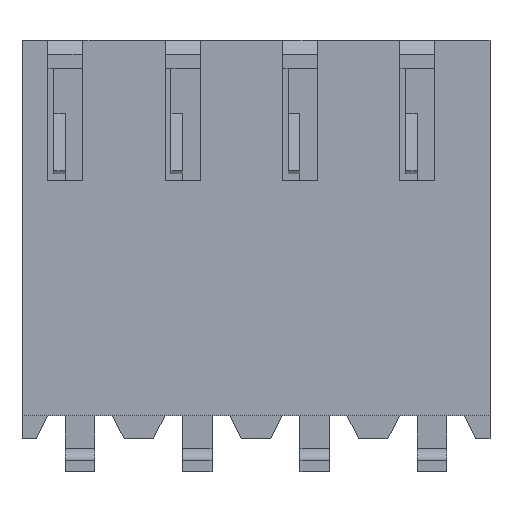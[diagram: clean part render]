
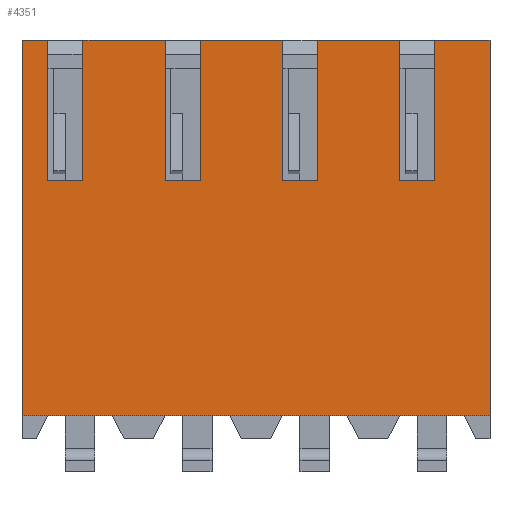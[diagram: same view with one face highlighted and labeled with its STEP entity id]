
A CAD part, front view. The second image highlights one B-rep face of the part: STEP entity #4351.
In plain terms, the highlighted planar face has unit normal (0, -1, 0).
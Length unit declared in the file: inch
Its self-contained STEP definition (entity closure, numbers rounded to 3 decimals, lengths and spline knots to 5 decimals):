
#137=DIRECTION('',(1.,0.,0.));
#138=VECTOR('',#137,0.399);
#139=CARTESIAN_POINT('',(-0.1995,-0.0995,0.02));
#140=LINE('',#139,#138);
#321=DIRECTION('',(1.,0.,0.));
#322=VECTOR('',#321,0.03);
#323=CARTESIAN_POINT('',(0.1225,-0.0995,0.22));
#324=LINE('',#323,#322);
#325=DIRECTION('',(0.,0.,-1.));
#326=VECTOR('',#325,0.12);
#327=CARTESIAN_POINT('',(0.1525,-0.0995,0.34));
#328=LINE('',#327,#326);
#329=DIRECTION('',(0.,0.,1.));
#330=VECTOR('',#329,0.32);
#331=CARTESIAN_POINT('',(-0.1995,-0.0995,0.02));
#332=LINE('',#331,#330);
#333=DIRECTION('',(0.,0.,-1.));
#334=VECTOR('',#333,0.12);
#335=CARTESIAN_POINT('',(-0.1775,-0.0995,0.34));
#336=LINE('',#335,#334);
#337=DIRECTION('',(1.,0.,0.));
#338=VECTOR('',#337,0.03);
#339=CARTESIAN_POINT('',(-0.1775,-0.0995,0.22));
#340=LINE('',#339,#338);
#341=DIRECTION('',(0.,0.,-1.));
#342=VECTOR('',#341,0.12);
#343=CARTESIAN_POINT('',(-0.1475,-0.0995,0.34));
#344=LINE('',#343,#342);
#345=DIRECTION('',(0.,0.,-1.));
#346=VECTOR('',#345,0.12);
#347=CARTESIAN_POINT('',(-0.0775,-0.0995,0.34));
#348=LINE('',#347,#346);
#349=DIRECTION('',(1.,0.,0.));
#350=VECTOR('',#349,0.03);
#351=CARTESIAN_POINT('',(-0.0775,-0.0995,0.22));
#352=LINE('',#351,#350);
#353=DIRECTION('',(0.,0.,-1.));
#354=VECTOR('',#353,0.12);
#355=CARTESIAN_POINT('',(-0.0475,-0.0995,0.34));
#356=LINE('',#355,#354);
#357=DIRECTION('',(0.,0.,-1.));
#358=VECTOR('',#357,0.12);
#359=CARTESIAN_POINT('',(0.0225,-0.0995,0.34));
#360=LINE('',#359,#358);
#361=DIRECTION('',(1.,0.,0.));
#362=VECTOR('',#361,0.03);
#363=CARTESIAN_POINT('',(0.0225,-0.0995,0.22));
#364=LINE('',#363,#362);
#365=DIRECTION('',(0.,0.,-1.));
#366=VECTOR('',#365,0.12);
#367=CARTESIAN_POINT('',(0.0525,-0.0995,0.34));
#368=LINE('',#367,#366);
#369=DIRECTION('',(0.,0.,-1.));
#370=VECTOR('',#369,0.12);
#371=CARTESIAN_POINT('',(0.1225,-0.0995,0.34));
#372=LINE('',#371,#370);
#581=DIRECTION('',(1.,0.,0.));
#582=VECTOR('',#581,0.047);
#583=CARTESIAN_POINT('',(0.1525,-0.0995,0.34));
#584=LINE('',#583,#582);
#613=DIRECTION('',(1.,0.,0.));
#614=VECTOR('',#613,0.07);
#615=CARTESIAN_POINT('',(0.0525,-0.0995,0.34));
#616=LINE('',#615,#614);
#645=DIRECTION('',(1.,0.,0.));
#646=VECTOR('',#645,0.07);
#647=CARTESIAN_POINT('',(-0.0475,-0.0995,0.34));
#648=LINE('',#647,#646);
#677=DIRECTION('',(1.,0.,0.));
#678=VECTOR('',#677,0.07);
#679=CARTESIAN_POINT('',(-0.1475,-0.0995,0.34));
#680=LINE('',#679,#678);
#709=DIRECTION('',(1.,0.,0.));
#710=VECTOR('',#709,0.022);
#711=CARTESIAN_POINT('',(-0.1995,-0.0995,0.34));
#712=LINE('',#711,#710);
#2025=DIRECTION('',(0.,0.,1.));
#2026=VECTOR('',#2025,0.32);
#2027=CARTESIAN_POINT('',(0.1995,-0.0995,0.02));
#2028=LINE('',#2027,#2026);
#2946=CARTESIAN_POINT('',(-0.1995,-0.0995,0.34));
#2948=VERTEX_POINT('',#2946);
#2949=CARTESIAN_POINT('',(0.1995,-0.0995,0.34));
#2951=VERTEX_POINT('',#2949);
#3077=CARTESIAN_POINT('',(-0.1995,-0.0995,0.02));
#3079=VERTEX_POINT('',#3077);
#3085=CARTESIAN_POINT('',(0.1995,-0.0995,0.02));
#3087=VERTEX_POINT('',#3085);
#3121=CARTESIAN_POINT('',(-0.1775,-0.0995,0.34));
#3123=VERTEX_POINT('',#3121);
#3125=CARTESIAN_POINT('',(-0.1475,-0.0995,0.34));
#3127=VERTEX_POINT('',#3125);
#3129=CARTESIAN_POINT('',(-0.1775,-0.0995,0.22));
#3130=CARTESIAN_POINT('',(-0.1475,-0.0995,0.22));
#3131=VERTEX_POINT('',#3129);
#3132=VERTEX_POINT('',#3130);
#3139=CARTESIAN_POINT('',(-0.0775,-0.0995,0.34));
#3141=VERTEX_POINT('',#3139);
#3143=CARTESIAN_POINT('',(-0.0475,-0.0995,0.34));
#3145=VERTEX_POINT('',#3143);
#3147=CARTESIAN_POINT('',(-0.0775,-0.0995,0.22));
#3148=CARTESIAN_POINT('',(-0.0475,-0.0995,0.22));
#3149=VERTEX_POINT('',#3147);
#3150=VERTEX_POINT('',#3148);
#3157=CARTESIAN_POINT('',(0.0225,-0.0995,0.34));
#3159=VERTEX_POINT('',#3157);
#3161=CARTESIAN_POINT('',(0.0525,-0.0995,0.34));
#3163=VERTEX_POINT('',#3161);
#3165=CARTESIAN_POINT('',(0.0225,-0.0995,0.22));
#3166=CARTESIAN_POINT('',(0.0525,-0.0995,0.22));
#3167=VERTEX_POINT('',#3165);
#3168=VERTEX_POINT('',#3166);
#3175=CARTESIAN_POINT('',(0.1225,-0.0995,0.34));
#3177=VERTEX_POINT('',#3175);
#3179=CARTESIAN_POINT('',(0.1525,-0.0995,0.34));
#3181=VERTEX_POINT('',#3179);
#3183=CARTESIAN_POINT('',(0.1225,-0.0995,0.22));
#3184=CARTESIAN_POINT('',(0.1525,-0.0995,0.22));
#3185=VERTEX_POINT('',#3183);
#3186=VERTEX_POINT('',#3184);
#4306=CARTESIAN_POINT('',(-0.1995,-0.0995,0.));
#4307=DIRECTION('',(0.,-1.,0.));
#4308=DIRECTION('',(1.,0.,0.));
#4309=AXIS2_PLACEMENT_3D('',#4306,#4307,#4308);
#4310=PLANE('',#4309);
#4312=ORIENTED_EDGE('',*,*,#4311,.T.);
#4314=ORIENTED_EDGE('',*,*,#4313,.F.);
#4316=ORIENTED_EDGE('',*,*,#4315,.T.);
#4318=ORIENTED_EDGE('',*,*,#4317,.F.);
#4319=ORIENTED_EDGE('',*,*,#4158,.F.);
#4320=ORIENTED_EDGE('',*,*,#4144,.T.);
#4322=ORIENTED_EDGE('',*,*,#4321,.T.);
#4324=ORIENTED_EDGE('',*,*,#4323,.T.);
#4326=ORIENTED_EDGE('',*,*,#4325,.T.);
#4328=ORIENTED_EDGE('',*,*,#4327,.F.);
#4330=ORIENTED_EDGE('',*,*,#4329,.T.);
#4332=ORIENTED_EDGE('',*,*,#4331,.T.);
#4334=ORIENTED_EDGE('',*,*,#4333,.T.);
#4336=ORIENTED_EDGE('',*,*,#4335,.F.);
#4338=ORIENTED_EDGE('',*,*,#4337,.T.);
#4340=ORIENTED_EDGE('',*,*,#4339,.T.);
#4342=ORIENTED_EDGE('',*,*,#4341,.T.);
#4344=ORIENTED_EDGE('',*,*,#4343,.F.);
#4346=ORIENTED_EDGE('',*,*,#4345,.T.);
#4348=ORIENTED_EDGE('',*,*,#4347,.T.);
#4349=EDGE_LOOP('',(#4312,#4314,#4316,#4318,#4319,#4320,#4322,#4324,#4326,#4328,
#4330,#4332,#4334,#4336,#4338,#4340,#4342,#4344,#4346,#4348));
#4350=FACE_OUTER_BOUND('',#4349,.F.);
#4351=ADVANCED_FACE('',(#4350),#4310,.T.);
#4144=EDGE_CURVE('',#3079,#2948,#332,.T.);
#4158=EDGE_CURVE('',#3079,#3087,#140,.T.);
#4311=EDGE_CURVE('',#3185,#3186,#324,.T.);
#4313=EDGE_CURVE('',#3181,#3186,#328,.T.);
#4315=EDGE_CURVE('',#3181,#2951,#584,.T.);
#4317=EDGE_CURVE('',#3087,#2951,#2028,.T.);
#4321=EDGE_CURVE('',#2948,#3123,#712,.T.);
#4323=EDGE_CURVE('',#3123,#3131,#336,.T.);
#4325=EDGE_CURVE('',#3131,#3132,#340,.T.);
#4327=EDGE_CURVE('',#3127,#3132,#344,.T.);
#4329=EDGE_CURVE('',#3127,#3141,#680,.T.);
#4331=EDGE_CURVE('',#3141,#3149,#348,.T.);
#4333=EDGE_CURVE('',#3149,#3150,#352,.T.);
#4335=EDGE_CURVE('',#3145,#3150,#356,.T.);
#4337=EDGE_CURVE('',#3145,#3159,#648,.T.);
#4339=EDGE_CURVE('',#3159,#3167,#360,.T.);
#4341=EDGE_CURVE('',#3167,#3168,#364,.T.);
#4343=EDGE_CURVE('',#3163,#3168,#368,.T.);
#4345=EDGE_CURVE('',#3163,#3177,#616,.T.);
#4347=EDGE_CURVE('',#3177,#3185,#372,.T.);
